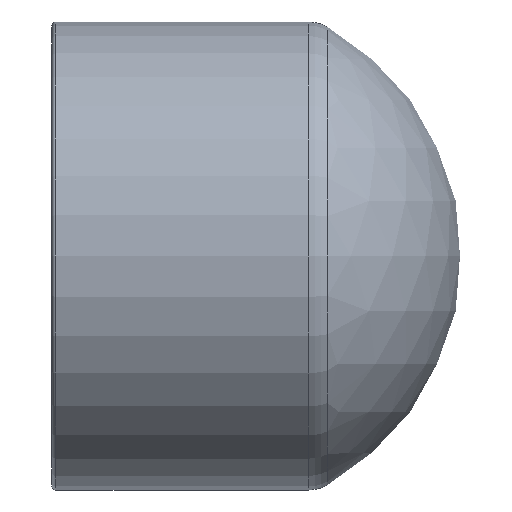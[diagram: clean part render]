
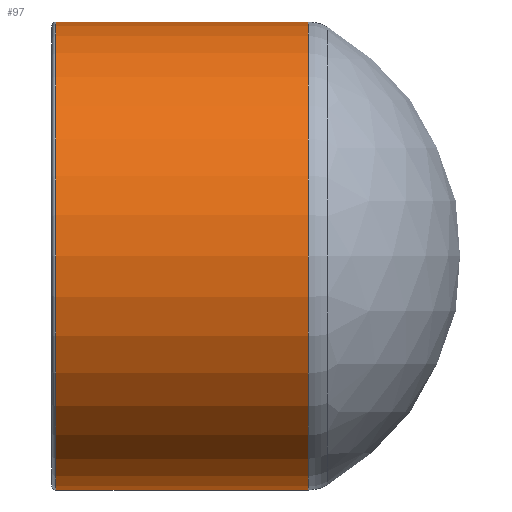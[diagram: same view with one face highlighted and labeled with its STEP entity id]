
A CAD part, front view. The second image highlights one B-rep face of the part: STEP entity #97.
In plain terms, the highlighted cylindrical face has radius 24 mm (diameter 48 mm), a full revolution.
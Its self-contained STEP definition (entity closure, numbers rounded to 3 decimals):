
#19=CYLINDRICAL_SURFACE('',#110,24.);
#22=FACE_BOUND('',#40,.T.);
#29=FACE_OUTER_BOUND('',#39,.T.);
#39=EDGE_LOOP('',(#79));
#40=EDGE_LOOP('',(#80));
#53=CIRCLE('',#108,24.);
#55=CIRCLE('',#111,24.);
#61=VERTEX_POINT('',#162);
#63=VERTEX_POINT('',#167);
#69=EDGE_CURVE('',#61,#61,#53,.T.);
#71=EDGE_CURVE('',#63,#63,#55,.T.);
#79=ORIENTED_EDGE('',*,*,#71,.F.);
#80=ORIENTED_EDGE('',*,*,#69,.F.);
#97=ADVANCED_FACE('',(#29,#22),#19,.T.);
#108=AXIS2_PLACEMENT_3D('',#163,#128,#129);
#110=AXIS2_PLACEMENT_3D('',#166,#132,#133);
#111=AXIS2_PLACEMENT_3D('',#168,#134,#135);
#128=DIRECTION('center_axis',(1.,0.,0.));
#129=DIRECTION('ref_axis',(0.,-1.,0.));
#132=DIRECTION('center_axis',(1.,0.,0.));
#133=DIRECTION('ref_axis',(0.,1.,0.));
#134=DIRECTION('center_axis',(-1.,0.,0.));
#135=DIRECTION('ref_axis',(0.,-1.,0.));
#162=CARTESIAN_POINT('',(-15.702,24.,0.));
#163=CARTESIAN_POINT('Origin',(-15.702,0.,
0.));
#166=CARTESIAN_POINT('Origin',(-28.35,0.,0.));
#167=CARTESIAN_POINT('',(-41.6,24.,0.));
#168=CARTESIAN_POINT('Origin',(-41.6,0.,0.));
